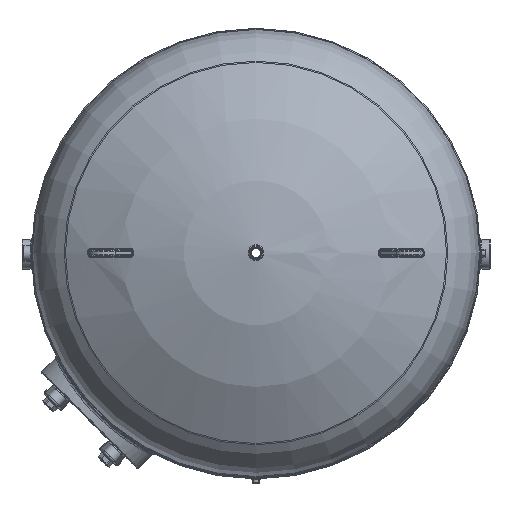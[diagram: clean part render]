
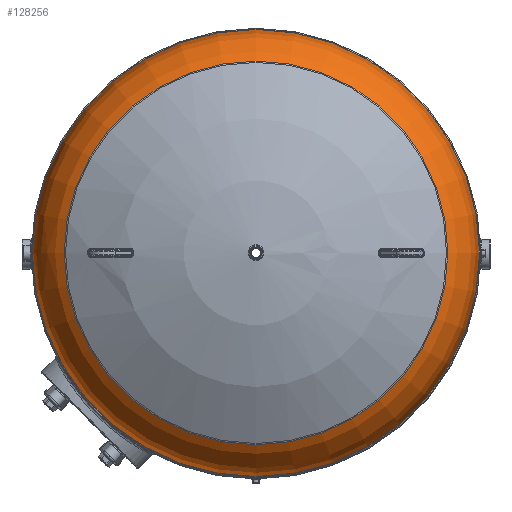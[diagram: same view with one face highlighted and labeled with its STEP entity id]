
A CAD part, top view. The second image highlights one B-rep face of the part: STEP entity #128256.
In plain terms, the highlighted toroidal (fillet/blend) face has major radius 520 mm and minor radius 230 mm.
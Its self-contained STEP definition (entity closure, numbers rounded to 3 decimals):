
#55071=CARTESIAN_POINT('',(643.436,0.,3121.89));
#55072=VERTEX_POINT('',#55071);
#55080=CARTESIAN_POINT('',(-643.436,0.,3121.89));
#55081=VERTEX_POINT('',#55080);
#55082=CARTESIAN_POINT('',(-0.,0.,3121.89));
#55083=DIRECTION('',(-0.,-0.,1.));
#55084=DIRECTION('',(-1.,0.,0.));
#55085=AXIS2_PLACEMENT_3D('',#55082,#55083,#55084);
#55086=CIRCLE('',#55085,643.436);
#55087=EDGE_CURVE('',#55072,#55081,#55086,.T.);
#55089=CARTESIAN_POINT('',(-0.,0.,3121.89));
#55090=DIRECTION('',(-0.,-0.,1.));
#55091=DIRECTION('',(-1.,0.,0.));
#55092=AXIS2_PLACEMENT_3D('',#55089,#55090,#55091);
#55093=CIRCLE('',#55092,643.436);
#55094=EDGE_CURVE('',#55081,#55072,#55093,.T.);
#74355=CARTESIAN_POINT('',(-750.,-0.,2927.818));
#74356=VERTEX_POINT('',#74355);
#74382=CARTESIAN_POINT('',(750.,0.,2927.818));
#74383=VERTEX_POINT('',#74382);
#74384=CARTESIAN_POINT('',(0.,0.,2927.818));
#74385=DIRECTION('',(0.,0.,-1.));
#74386=DIRECTION('',(-1.,0.,0.));
#74387=AXIS2_PLACEMENT_3D('',#74384,#74385,#74386);
#74388=CIRCLE('',#74387,750.);
#74389=EDGE_CURVE('',#74356,#74383,#74388,.T.);
#74391=CARTESIAN_POINT('',(0.,0.,2927.818));
#74392=DIRECTION('',(0.,0.,-1.));
#74393=DIRECTION('',(-1.,0.,0.));
#74394=AXIS2_PLACEMENT_3D('',#74391,#74392,#74393);
#74395=CIRCLE('',#74394,750.);
#74396=EDGE_CURVE('',#74383,#74356,#74395,.T.);
#128237=CARTESIAN_POINT('',(0.,0.,2927.818));
#128238=DIRECTION('',(0.,0.,-1.));
#128239=DIRECTION('',(-1.,0.,0.));
#128240=AXIS2_PLACEMENT_3D('',#128237,#128238,#128239);
#128241=TOROIDAL_SURFACE('',#128240,520.,230.);
#128242=CARTESIAN_POINT('',(-520.,0.,2927.818));
#128243=DIRECTION('',(-0.,1.,-0.));
#128244=DIRECTION('',(-1.,0.,0.));
#128245=AXIS2_PLACEMENT_3D('',#128242,#128243,#128244);
#128246=CIRCLE('',#128245,230.);
#128247=EDGE_CURVE('',#74356,#55081,#128246,.T.);
#128248=ORIENTED_EDGE('',*,*,#128247,.T.);
#128249=ORIENTED_EDGE('',*,*,#55087,.F.);
#128250=ORIENTED_EDGE('',*,*,#55094,.F.);
#128251=ORIENTED_EDGE('',*,*,#128247,.F.);
#128252=ORIENTED_EDGE('',*,*,#74396,.F.);
#128253=ORIENTED_EDGE('',*,*,#74389,.F.);
#128254=EDGE_LOOP('',(#128248,#128249,#128250,#128251,#128252,#128253));
#128255=FACE_BOUND('',#128254,.T.);
#128256=ADVANCED_FACE('',(#128255),#128241,.T.);
